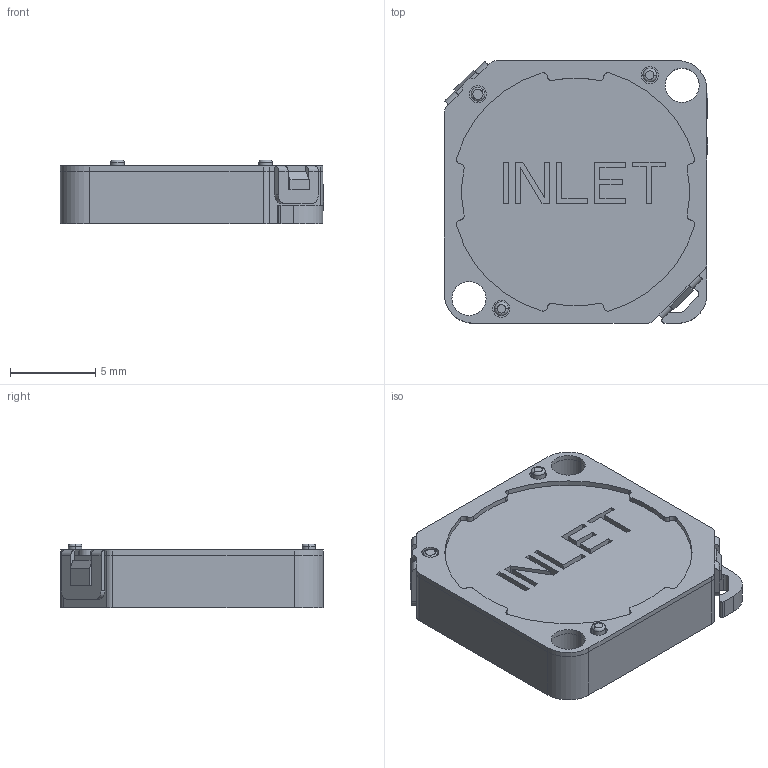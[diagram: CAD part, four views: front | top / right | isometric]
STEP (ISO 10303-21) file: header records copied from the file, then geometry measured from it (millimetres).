
FILE_DESCRIPTION((''),'2;1');
FILE_NAME('1503-AXIAL-TOOLING_ASM','2017-06-02T',('BEN.CC.TAN'),(''),'PRO/ENGINEER BY PARAMETRIC TECHNOLOGY CORPORATION, 2009360','PRO/ENGINEER BY PARAMETRIC TECHNOLOGY CORPORATION, 2009360','');
FILE_SCHEMA(('CONFIG_CONTROL_DESIGN'));
Length unit declared in the file: millimetre
Products named in the file (4): 1503-TOP_COVER_8; 1503-BOT_FRAME_11_7; 1503-AXIAL-TOOLING_ASM_27_ASM; 1503-AXIAL-TOOLING_ASM
Assembly tree (3 placements, depth 3):
  1503-AXIAL-TOOLING_ASM
    1503-AXIAL-TOOLING_ASM_27_ASM
      1503-TOP_COVER_8
      1503-BOT_FRAME_11_7
Bounding box: 15.45 x 15.4 x 3.75 mm (x, y, z)
Volume: 701.5 mm3; surface area: 916.5 mm2
Topology: 2 solids, 2 shells, 312 faces, 868 edges, 574 vertices
Faces by surface type: plane 232, cylinder 74, torus 6
Entity records: 10086 total; most frequent: CARTESIAN_POINT 1763, ORIENTED_EDGE 1736, DIRECTION 1678, EDGE_CURVE 868, VECTOR 700, LINE 700, VERTEX_POINT 574, AXIS2_PLACEMENT_3D 489
